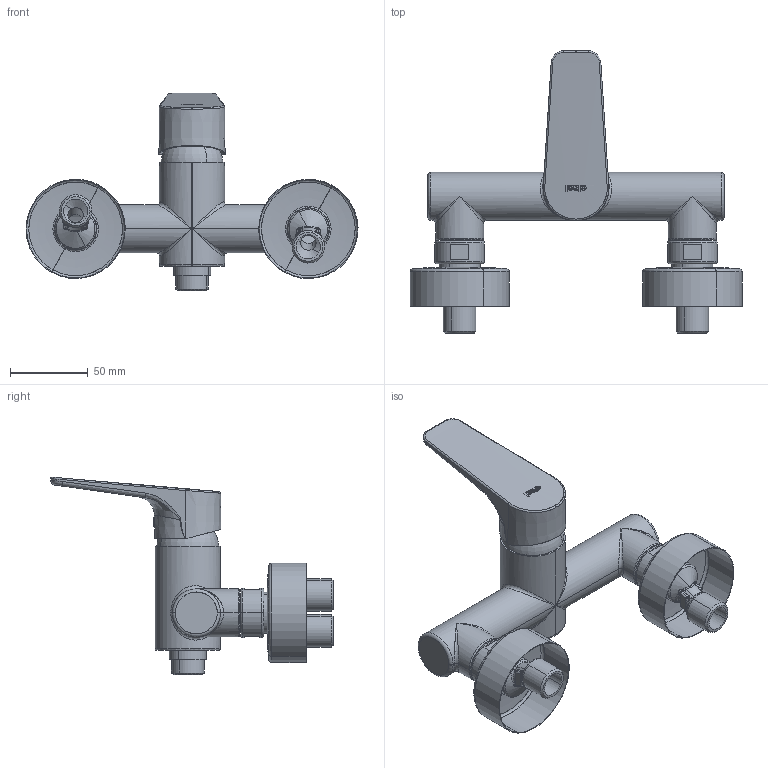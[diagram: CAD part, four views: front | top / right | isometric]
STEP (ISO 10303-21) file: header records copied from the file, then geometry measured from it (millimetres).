
FILE_DESCRIPTION(('CATIA V5 STEP Exchange','CAx-IF Rec.Pracs.--- Model Styling and Organization---1.5--- 2016-08-15','CAx-IF Rec.Pracs.---Supplemental Geometry---1.0---2011-11-01','CAx-IF Rec.Pracs.--- Composite Materials ---3.4---2017-06-13','CAx-IF Rec.Pracs.---Tessellated 3D Geometry---1.0---2015-12-17'),'2;1');
FILE_NAME('RK000440.stp','2023-05-26T12:05:18+00:00',('none'),('none'),'CATIA Version 5-6 Release 2020 SP2','CATIA V5 STEP AP242 v2','none');
FILE_SCHEMA(('AP242_MANAGED_MODEL_BASED_3D_ENGINEERING_MIM_LF {1 0 10303 442 1 1 4}'));
Length unit declared in the file: millimetre
Products named in the file (1): RK000440
Bounding box: 213.98 x 181.99 x 127.6 mm (x, y, z)
Volume: 38911.6 mm3; surface area: 94981 mm2
Topology: 8 solids, 176 shells, 593 faces, 1875 edges, 1435 vertices
Faces by surface type: cylinder 189, bspline 152, plane 104, torus 68, cone 53, sphere 18, extrusion 9
Entity records: 32861 total; most frequent: CARTESIAN_POINT 19106, ORIENTED_EDGE 2808, EDGE_CURVE 1829, DIRECTION 1612, VERTEX_POINT 1435, B_SPLINE_CURVE_WITH_KNOTS 907, AXIS2_PLACEMENT_3D 793, EDGE_LOOP 638
